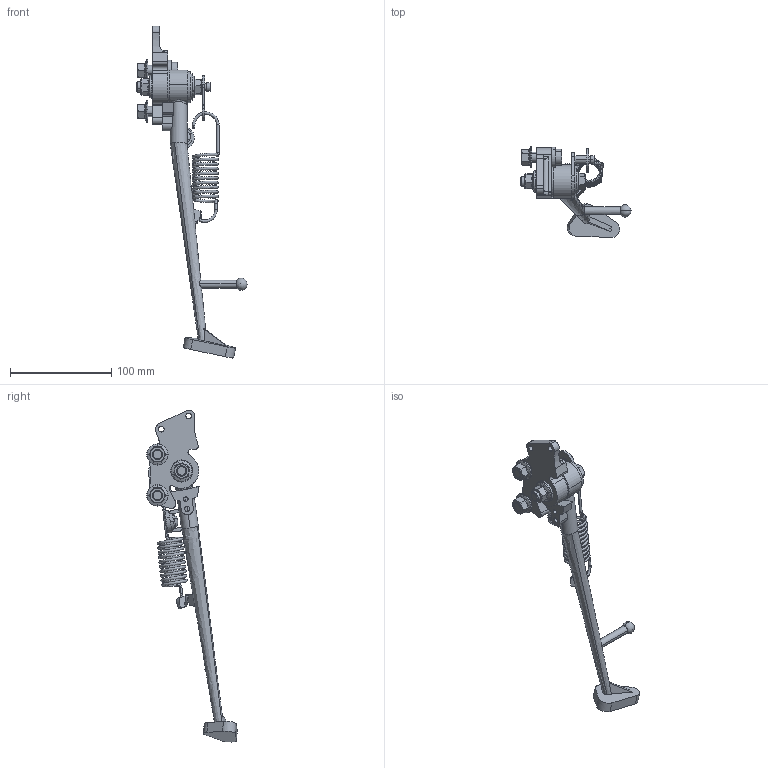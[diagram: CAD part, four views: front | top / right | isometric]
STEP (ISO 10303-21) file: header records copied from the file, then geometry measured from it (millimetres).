
FILE_DESCRIPTION (( 'STEP AP214' ), '1' );
FILE_NAME ('kicksdtand_assy 1999 Yamaha R6.STEP', '2014-02-10T00:11:18', ( '' ), ( '' ), 'SwSTEP 2.0', 'SolidWorks 2014', '' );
FILE_SCHEMA (( 'AUTOMOTIVE_DESIGN' ));
Length unit declared in the file: millimetre
Products named in the file (13): Allan_bolt_flanged_Screw_JIS_M10x30_JIS B 1176 M10 x 30 (30) --N; kickstand_Spring; kickstand_grommet; Hexagon Nut with Flange_JIS_M10x1.25_JIS B 1190 M10x1.25 --N; Hexagon Bolt With Flange Type1_JIS_M10x55_JIS B 1189 Type 1 M10 x 55 (55) --N; kickstand_small_washer; kickstand_spring_plate; kickstand_medium_washer; kickstand_spring_plate_base; kickstand_lever; kickstand_Largest_washer; Kickstand_mount; kicksdtand_assy 1999 Yamaha R6
Assembly tree (15 placements, depth 2):
  kicksdtand_assy 1999 Yamaha R6
    Kickstand_mount
    kickstand_Largest_washer
    kickstand_lever
    kickstand_spring_plate_base
    kickstand_medium_washer
    kickstand_spring_plate
    kickstand_small_washer
    Hexagon Bolt With Flange Type1_JIS_M10x55_JIS B 1189 Type 1 M10 x 55 (55) --N
    Hexagon Nut with Flange_JIS_M10x1.25_JIS B 1190 M10x1.25 --N  x3
    kickstand_grommet
    kickstand_Spring
    Allan_bolt_flanged_Screw_JIS_M10x30_JIS B 1176 M10 x 30 (30) --N  x2
Bounding box: 108.82 x 89.25 x 328.03 mm (x, y, z)
Volume: 141629.2 mm3; surface area: 60689.4 mm2
Topology: 15 solids, 15 shells, 421 faces, 1006 edges, 627 vertices
Faces by surface type: plane 148, cylinder 146, cone 60, bspline 42, torus 21, sphere 4
Entity records: 16143 total; most frequent: CARTESIAN_POINT 7920, DIRECTION 1642, ORIENTED_EDGE 1594, EDGE_CURVE 797, AXIS2_PLACEMENT_3D 657, VERTEX_POINT 506, EDGE_LOOP 365, CIRCLE 343
